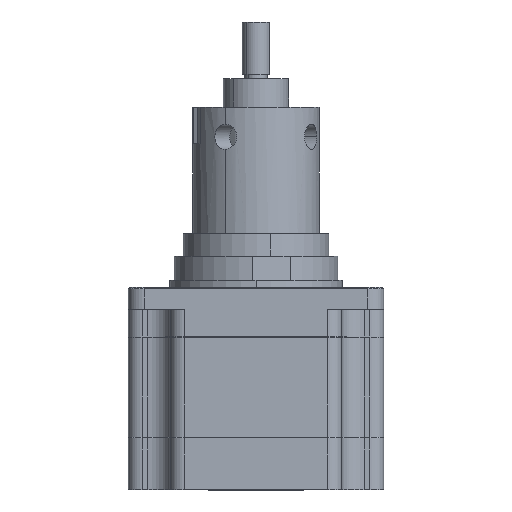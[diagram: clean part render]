
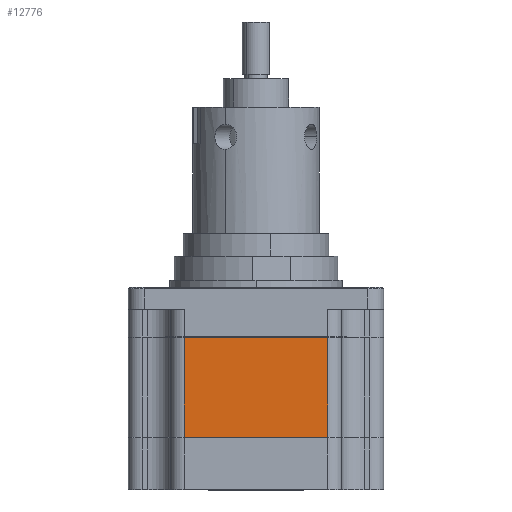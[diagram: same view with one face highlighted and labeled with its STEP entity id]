
A CAD part, top view. The second image highlights one B-rep face of the part: STEP entity #12776.
In plain terms, the highlighted planar face has unit normal (0, 0, 1).
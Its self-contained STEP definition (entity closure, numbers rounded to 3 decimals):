
#149 = DIRECTION ( 'NONE',  ( -1., 0., 0. ) ) ;
#965 = CARTESIAN_POINT ( 'NONE',  ( 30.616, -8.547, 31.353 ) ) ;
#1565 = ORIENTED_EDGE ( 'NONE', *, *, #18085, .F. ) ;
#1801 = CARTESIAN_POINT ( 'NONE',  ( -0.984, 13.453, 31.353 ) ) ;
#2170 = ORIENTED_EDGE ( 'NONE', *, *, #3108, .F. ) ;
#3017 = VERTEX_POINT ( 'NONE', #20327 ) ;
#3063 = VERTEX_POINT ( 'NONE', #8804 ) ;
#3108 = EDGE_CURVE ( 'NONE', #3063, #13306, #9007, .T. ) ;
#3416 = LINE ( 'NONE', #1801, #11751 ) ;
#3815 = EDGE_LOOP ( 'NONE', ( #8115, #2170, #1565, #11682 ) ) ;
#4831 = FACE_OUTER_BOUND ( 'NONE', #3815, .T. ) ;
#6247 = CARTESIAN_POINT ( 'NONE',  ( -0.984, -8.547, 31.353 ) ) ;
#6803 = DIRECTION ( 'NONE',  ( -1., 0., 0. ) ) ;
#7275 = CARTESIAN_POINT ( 'NONE',  ( -0.984, -8.547, 31.353 ) ) ;
#7964 = CARTESIAN_POINT ( 'NONE',  ( -0.984, 13.453, 31.353 ) ) ;
#8115 = ORIENTED_EDGE ( 'NONE', *, *, #17108, .T. ) ;
#8388 = AXIS2_PLACEMENT_3D ( 'NONE', #6247, #9603, #21252 ) ;
#8804 = CARTESIAN_POINT ( 'NONE',  ( -0.984, -8.547, 31.353 ) ) ;
#8958 = DIRECTION ( 'NONE',  ( 0., 1., 0. ) ) ;
#9007 = LINE ( 'NONE', #7275, #21238 ) ;
#9603 = DIRECTION ( 'NONE',  ( 0., 0., -1. ) ) ;
#11682 = ORIENTED_EDGE ( 'NONE', *, *, #21328, .T. ) ;
#11751 = VECTOR ( 'NONE', #6803, 1000. ) ;
#12774 = LINE ( 'NONE', #16810, #21071 ) ;
#12776 = ADVANCED_FACE ( 'NONE', ( #4831 ), #12916, .F. ) ;
#12916 = PLANE ( 'NONE',  #8388 ) ;
#13306 = VERTEX_POINT ( 'NONE', #7964 ) ;
#13400 = LINE ( 'NONE', #965, #18343 ) ;
#16810 = CARTESIAN_POINT ( 'NONE',  ( -0.984, -8.547, 31.353 ) ) ;
#17108 = EDGE_CURVE ( 'NONE', #20849, #13306, #3416, .T. ) ;
#17881 = CARTESIAN_POINT ( 'NONE',  ( 30.616, 13.453, 31.353 ) ) ;
#18085 = EDGE_CURVE ( 'NONE', #3017, #3063, #12774, .T. ) ;
#18343 = VECTOR ( 'NONE', #19069, 1000. ) ;
#19069 = DIRECTION ( 'NONE',  ( 0., 1., 0. ) ) ;
#20327 = CARTESIAN_POINT ( 'NONE',  ( 30.616, -8.547, 31.353 ) ) ;
#20849 = VERTEX_POINT ( 'NONE', #17881 ) ;
#21071 = VECTOR ( 'NONE', #149, 1000. ) ;
#21238 = VECTOR ( 'NONE', #8958, 1000. ) ;
#21252 = DIRECTION ( 'NONE',  ( 1., 0., 0. ) ) ;
#21328 = EDGE_CURVE ( 'NONE', #3017, #20849, #13400, .T. ) ;
